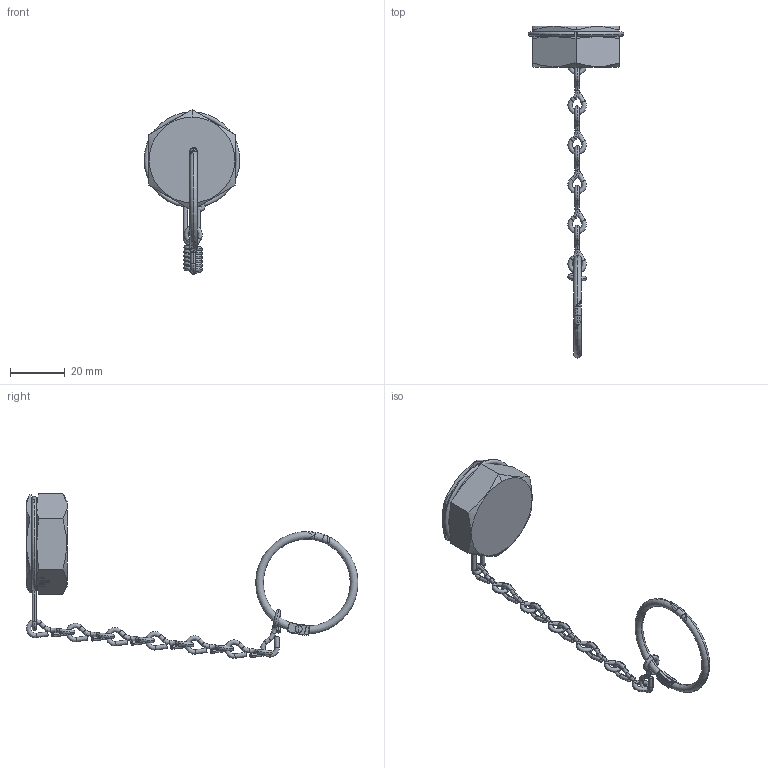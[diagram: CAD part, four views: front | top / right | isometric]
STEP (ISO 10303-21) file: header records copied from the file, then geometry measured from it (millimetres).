
FILE_DESCRIPTION (( 'STEP AP203' ), '1' );
FILE_NAME ('CAP-DIN6SS-PR.STEP', '2025-08-25T15:20:55', ( '' ), ( '' ), 'SwSTEP 2.0', 'SolidWorks 2018', '' );
FILE_SCHEMA (( 'CONFIG_CONTROL_DESIGN' ));
Length unit declared in the file: inch
Products named in the file (9): PRT-002239_STAINLESS; ASY-000291; PRT-002255_SMALL PIN; PRT-000526; CAP-DIN6SS-PR; PRT-002285; ASY-000211_One Link Bent; PRT-002245_RING-1.187D HALF; PRT-001802
Assembly tree (15 placements, depth 3):
  CAP-DIN6SS-PR
    PRT-001802
    PRT-000526
    ASY-000211_One Link Bent
      PRT-002239_STAINLESS  x7
    ASY-000291
      PRT-002245_RING-1.187D HALF  x2
      PRT-002255_SMALL PIN
    PRT-002285
Bounding box: 34.92 x 121.15 x 60.1 mm (x, y, z)
Volume: 11269.4 mm3; surface area: 8420.2 mm2
Topology: 13 solids, 13 shells, 394 faces, 941 edges, 568 vertices
Faces by surface type: cylinder 120, plane 92, bspline 88, torus 68, sphere 16, cone 10
Entity records: 13623 total; most frequent: CARTESIAN_POINT 7571, ORIENTED_EDGE 1096, DIRECTION 881, EDGE_CURVE 548, VERTEX_POINT 347, AXIS2_PLACEMENT_3D 327, EDGE_LOOP 241, LINE 227
